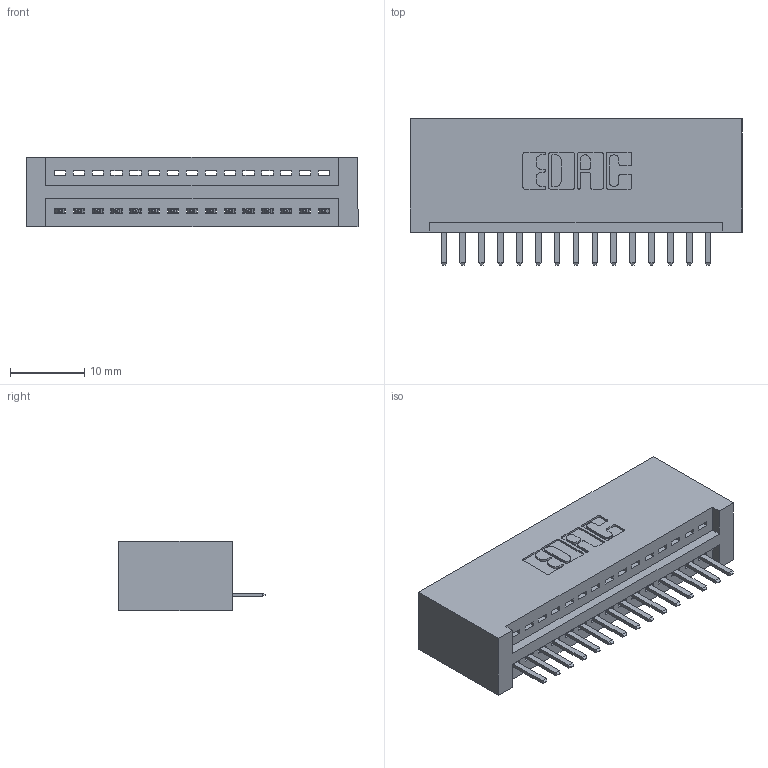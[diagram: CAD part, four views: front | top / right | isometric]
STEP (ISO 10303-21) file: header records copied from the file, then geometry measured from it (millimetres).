
FILE_DESCRIPTION (( 'STEP AP203' ), '1' );
FILE_NAME ('345-015-520-101.STEP', '2018-08-18T19:14:05', ( '' ), ( '' ), 'SwSTEP 2.0', 'SolidWorks 2016', '' );
FILE_SCHEMA (( 'CONFIG_CONTROL_DESIGN' ));
Length unit declared in the file: inch
Products named in the file (3): 345 Part_No Mounting Lugs; 345-292-001_345-293-120; 345-015-520-101
Assembly tree (16 placements, depth 2):
  345-015-520-101
    345 Part_No Mounting Lugs
    345-292-001_345-293-120  x15
Bounding box: 44.7 x 19.68 x 9.4 mm (x, y, z)
Volume: 4566.1 mm3; surface area: 5749.9 mm2
Topology: 16 solids, 16 shells, 1048 faces, 3077 edges, 2010 vertices
Faces by surface type: plane 706, cylinder 342
Entity records: 14761 total; most frequent: CARTESIAN_POINT 2577, ORIENTED_EDGE 2514, DIRECTION 2271, EDGE_CURVE 1257, VECTOR 1069, LINE 1069, VERTEX_POINT 834, AXIS2_PLACEMENT_3D 601
